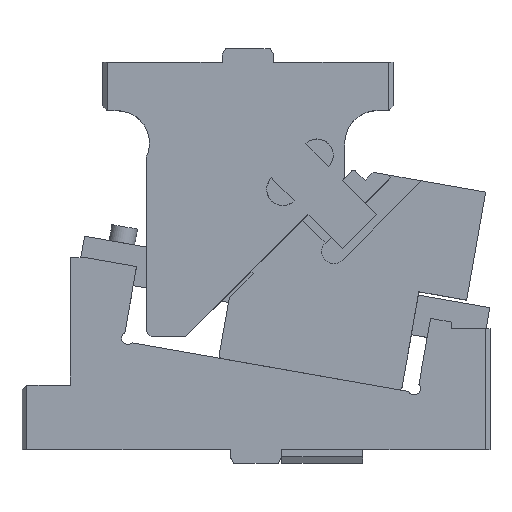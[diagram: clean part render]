
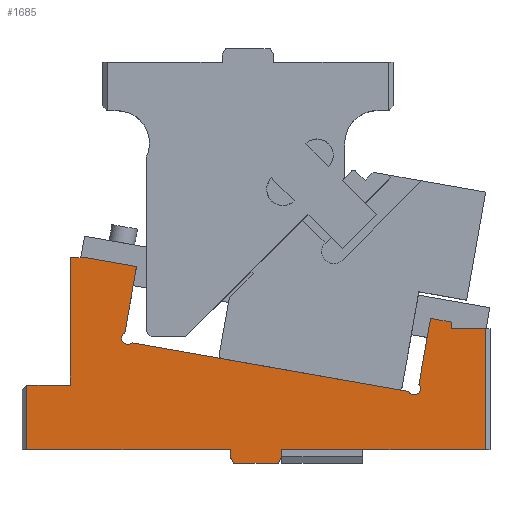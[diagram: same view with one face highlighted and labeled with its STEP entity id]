
A CAD part, top view. The second image highlights one B-rep face of the part: STEP entity #1685.
In plain terms, the highlighted planar face has unit normal (0, 0, 1).
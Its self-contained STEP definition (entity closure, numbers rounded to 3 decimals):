
#1079=CARTESIAN_POINT('Vertex',(287.,0.,25.)) ;
#1082=CARTESIAN_POINT('Line Origine',(224.,0.,25.)) ;
#1086=CARTESIAN_POINT('Vertex',(161.,0.,25.)) ;
#1495=CARTESIAN_POINT('Vertex',(287.,75.,25.)) ;
#1498=CARTESIAN_POINT('Line Origine',(287.,37.5,25.)) ;
#1510=CARTESIAN_POINT('Axis2P3D Location',(242.972,37.896,25.)) ;
#1515=CARTESIAN_POINT('Line Origine',(161.,-2.25,25.)) ;
#1519=CARTESIAN_POINT('Vertex',(161.,-4.5,25.)) ;
#1522=CARTESIAN_POINT('Line Origine',(276.5,75.,25.)) ;
#1526=CARTESIAN_POINT('Vertex',(266.,75.,25.)) ;
#1529=CARTESIAN_POINT('Line Origine',(266.,77.011,25.)) ;
#1533=CARTESIAN_POINT('Vertex',(266.,79.022,25.)) ;
#1536=CARTESIAN_POINT('Line Origine',(259.581,80.154,25.)) ;
#1540=CARTESIAN_POINT('Vertex',(253.161,81.286,25.)) ;
#1543=CARTESIAN_POINT('Line Origine',(249.569,60.912,25.)) ;
#1547=CARTESIAN_POINT('Vertex',(245.976,40.537,25.)) ;
#1550=CARTESIAN_POINT('Axis2P3D Location',(242.972,37.896,25.)) ;
#1554=CARTESIAN_POINT('Vertex',(246.972,37.896,25.)) ;
#1557=CARTESIAN_POINT('Axis2P3D Location',(242.972,37.896,25.)) ;
#1561=CARTESIAN_POINT('Vertex',(239.463,35.976,25.)) ;
#1564=CARTESIAN_POINT('Line Origine',(153.905,51.062,25.)) ;
#1568=CARTESIAN_POINT('Vertex',(68.348,66.149,25.)) ;
#1571=CARTESIAN_POINT('Axis2P3D Location',(65.707,69.153,25.)) ;
#1575=CARTESIAN_POINT('Vertex',(61.707,69.153,25.)) ;
#1578=CARTESIAN_POINT('Axis2P3D Location',(65.707,69.153,25.)) ;
#1582=CARTESIAN_POINT('Vertex',(63.787,72.662,25.)) ;
#1585=CARTESIAN_POINT('Line Origine',(67.379,93.036,25.)) ;
#1589=CARTESIAN_POINT('Vertex',(70.972,113.411,25.)) ;
#1592=CARTESIAN_POINT('Line Origine',(55.123,116.205,25.)) ;
#1596=CARTESIAN_POINT('Vertex',(39.275,119.,25.)) ;
#1599=CARTESIAN_POINT('Line Origine',(34.637,119.,25.)) ;
#1603=CARTESIAN_POINT('Vertex',(30.,119.,25.)) ;
#1606=CARTESIAN_POINT('Line Origine',(30.,79.5,25.)) ;
#1610=CARTESIAN_POINT('Vertex',(30.,40.,25.)) ;
#1613=CARTESIAN_POINT('Line Origine',(16.5,40.,25.)) ;
#1617=CARTESIAN_POINT('Vertex',(3.,40.,25.)) ;
#1620=CARTESIAN_POINT('Line Origine',(3.,20.,25.)) ;
#1624=CARTESIAN_POINT('Vertex',(3.,0.,25.)) ;
#1627=CARTESIAN_POINT('Line Origine',(66.,0.,25.)) ;
#1631=CARTESIAN_POINT('Vertex',(129.,0.,25.)) ;
#1634=CARTESIAN_POINT('Line Origine',(129.,-2.25,25.)) ;
#1638=CARTESIAN_POINT('Vertex',(129.,-4.5,25.)) ;
#1641=CARTESIAN_POINT('Line Origine',(130.155,-6.5,25.)) ;
#1645=CARTESIAN_POINT('Vertex',(131.309,-8.5,25.)) ;
#1648=CARTESIAN_POINT('Line Origine',(145.,-8.5,25.)) ;
#1652=CARTESIAN_POINT('Vertex',(158.691,-8.5,25.)) ;
#1655=CARTESIAN_POINT('Line Origine',(159.845,-6.5,25.)) ;
#1083=DIRECTION('Vector Direction',(1.,0.,0.)) ;
#1499=DIRECTION('Vector Direction',(0.,1.,0.)) ;
#1511=DIRECTION('Axis2P3D Direction',(0.,0.,1.)) ;
#1512=DIRECTION('Axis2P3D XDirection',(1.,0.,-0.)) ;
#1516=DIRECTION('Vector Direction',(0.,-1.,0.)) ;
#1523=DIRECTION('Vector Direction',(1.,0.,0.)) ;
#1530=DIRECTION('Vector Direction',(0.,-1.,0.)) ;
#1537=DIRECTION('Vector Direction',(0.985,-0.174,0.)) ;
#1544=DIRECTION('Vector Direction',(0.174,0.985,0.)) ;
#1551=DIRECTION('Axis2P3D Direction',(0.,0.,1.)) ;
#1558=DIRECTION('Axis2P3D Direction',(0.,0.,1.)) ;
#1565=DIRECTION('Vector Direction',(0.985,-0.174,0.)) ;
#1572=DIRECTION('Axis2P3D Direction',(0.,0.,1.)) ;
#1579=DIRECTION('Axis2P3D Direction',(0.,0.,1.)) ;
#1586=DIRECTION('Vector Direction',(-0.174,-0.985,0.)) ;
#1593=DIRECTION('Vector Direction',(0.985,-0.174,0.)) ;
#1600=DIRECTION('Vector Direction',(-1.,0.,0.)) ;
#1607=DIRECTION('Vector Direction',(0.,1.,0.)) ;
#1614=DIRECTION('Vector Direction',(1.,0.,0.)) ;
#1621=DIRECTION('Vector Direction',(0.,-1.,0.)) ;
#1628=DIRECTION('Vector Direction',(1.,0.,0.)) ;
#1635=DIRECTION('Vector Direction',(0.,-1.,0.)) ;
#1642=DIRECTION('Vector Direction',(-0.5,0.866,0.)) ;
#1649=DIRECTION('Vector Direction',(1.,0.,0.)) ;
#1656=DIRECTION('Vector Direction',(0.5,0.866,0.)) ;
#1513=AXIS2_PLACEMENT_3D('Plane Axis2P3D',#1510,#1511,#1512) ;
#1552=AXIS2_PLACEMENT_3D('Circle Axis2P3D',#1550,#1551,$) ;
#1559=AXIS2_PLACEMENT_3D('Circle Axis2P3D',#1557,#1558,$) ;
#1573=AXIS2_PLACEMENT_3D('Circle Axis2P3D',#1571,#1572,$) ;
#1580=AXIS2_PLACEMENT_3D('Circle Axis2P3D',#1578,#1579,$) ;
#1661=ORIENTED_EDGE('',*,*,#1521,.F.) ;
#1662=ORIENTED_EDGE('',*,*,#1088,.T.) ;
#1663=ORIENTED_EDGE('',*,*,#1502,.T.) ;
#1664=ORIENTED_EDGE('',*,*,#1528,.F.) ;
#1665=ORIENTED_EDGE('',*,*,#1535,.F.) ;
#1666=ORIENTED_EDGE('',*,*,#1542,.F.) ;
#1667=ORIENTED_EDGE('',*,*,#1549,.F.) ;
#1668=ORIENTED_EDGE('',*,*,#1556,.F.) ;
#1669=ORIENTED_EDGE('',*,*,#1563,.F.) ;
#1670=ORIENTED_EDGE('',*,*,#1570,.F.) ;
#1671=ORIENTED_EDGE('',*,*,#1577,.F.) ;
#1672=ORIENTED_EDGE('',*,*,#1584,.F.) ;
#1673=ORIENTED_EDGE('',*,*,#1591,.F.) ;
#1674=ORIENTED_EDGE('',*,*,#1598,.F.) ;
#1675=ORIENTED_EDGE('',*,*,#1605,.T.) ;
#1676=ORIENTED_EDGE('',*,*,#1612,.F.) ;
#1677=ORIENTED_EDGE('',*,*,#1619,.F.) ;
#1678=ORIENTED_EDGE('',*,*,#1626,.T.) ;
#1679=ORIENTED_EDGE('',*,*,#1633,.T.) ;
#1680=ORIENTED_EDGE('',*,*,#1640,.T.) ;
#1681=ORIENTED_EDGE('',*,*,#1647,.F.) ;
#1682=ORIENTED_EDGE('',*,*,#1654,.F.) ;
#1683=ORIENTED_EDGE('',*,*,#1659,.F.) ;
#1084=VECTOR('Line Direction',#1083,1.) ;
#1500=VECTOR('Line Direction',#1499,1.) ;
#1517=VECTOR('Line Direction',#1516,1.) ;
#1524=VECTOR('Line Direction',#1523,1.) ;
#1531=VECTOR('Line Direction',#1530,1.) ;
#1538=VECTOR('Line Direction',#1537,1.) ;
#1545=VECTOR('Line Direction',#1544,1.) ;
#1566=VECTOR('Line Direction',#1565,1.) ;
#1587=VECTOR('Line Direction',#1586,1.) ;
#1594=VECTOR('Line Direction',#1593,1.) ;
#1601=VECTOR('Line Direction',#1600,1.) ;
#1608=VECTOR('Line Direction',#1607,1.) ;
#1615=VECTOR('Line Direction',#1614,1.) ;
#1622=VECTOR('Line Direction',#1621,1.) ;
#1629=VECTOR('Line Direction',#1628,1.) ;
#1636=VECTOR('Line Direction',#1635,1.) ;
#1643=VECTOR('Line Direction',#1642,1.) ;
#1650=VECTOR('Line Direction',#1649,1.) ;
#1657=VECTOR('Line Direction',#1656,1.) ;
#1685=ADVANCED_FACE('CAM HOLDER',(#1684),#1514,.T.) ;
#1553=CIRCLE('generated circle',#1552,4.) ;
#1560=CIRCLE('generated circle',#1559,4.) ;
#1574=CIRCLE('generated circle',#1573,4.) ;
#1581=CIRCLE('generated circle',#1580,4.) ;
#1088=EDGE_CURVE('',#1087,#1080,#1085,.T.) ;
#1502=EDGE_CURVE('',#1080,#1496,#1501,.T.) ;
#1521=EDGE_CURVE('',#1087,#1520,#1518,.T.) ;
#1528=EDGE_CURVE('',#1527,#1496,#1525,.T.) ;
#1535=EDGE_CURVE('',#1534,#1527,#1532,.T.) ;
#1542=EDGE_CURVE('',#1541,#1534,#1539,.T.) ;
#1549=EDGE_CURVE('',#1548,#1541,#1546,.T.) ;
#1556=EDGE_CURVE('',#1555,#1548,#1553,.T.) ;
#1563=EDGE_CURVE('',#1562,#1555,#1560,.T.) ;
#1570=EDGE_CURVE('',#1569,#1562,#1567,.T.) ;
#1577=EDGE_CURVE('',#1576,#1569,#1574,.T.) ;
#1584=EDGE_CURVE('',#1583,#1576,#1581,.T.) ;
#1591=EDGE_CURVE('',#1590,#1583,#1588,.T.) ;
#1598=EDGE_CURVE('',#1597,#1590,#1595,.T.) ;
#1605=EDGE_CURVE('',#1597,#1604,#1602,.T.) ;
#1612=EDGE_CURVE('',#1611,#1604,#1609,.T.) ;
#1619=EDGE_CURVE('',#1618,#1611,#1616,.T.) ;
#1626=EDGE_CURVE('',#1618,#1625,#1623,.T.) ;
#1633=EDGE_CURVE('',#1625,#1632,#1630,.T.) ;
#1640=EDGE_CURVE('',#1632,#1639,#1637,.T.) ;
#1647=EDGE_CURVE('',#1646,#1639,#1644,.T.) ;
#1654=EDGE_CURVE('',#1653,#1646,#1651,.F.) ;
#1659=EDGE_CURVE('',#1520,#1653,#1658,.F.) ;
#1660=EDGE_LOOP('',(#1661,#1662,#1663,#1664,#1665,#1666,#1667,#1668,#1669,#1670,#1671,#1672,#1673,#1674,#1675,#1676,#1677,#1678,#1679,#1680,#1681,#1682,#1683)) ;
#1684=FACE_OUTER_BOUND('',#1660,.T.) ;
#1085=LINE('Line',#1082,#1084) ;
#1501=LINE('Line',#1498,#1500) ;
#1518=LINE('Line',#1515,#1517) ;
#1525=LINE('Line',#1522,#1524) ;
#1532=LINE('Line',#1529,#1531) ;
#1539=LINE('Line',#1536,#1538) ;
#1546=LINE('Line',#1543,#1545) ;
#1567=LINE('Line',#1564,#1566) ;
#1588=LINE('Line',#1585,#1587) ;
#1595=LINE('Line',#1592,#1594) ;
#1602=LINE('Line',#1599,#1601) ;
#1609=LINE('Line',#1606,#1608) ;
#1616=LINE('Line',#1613,#1615) ;
#1623=LINE('Line',#1620,#1622) ;
#1630=LINE('Line',#1627,#1629) ;
#1637=LINE('Line',#1634,#1636) ;
#1644=LINE('Line',#1641,#1643) ;
#1651=LINE('Line',#1648,#1650) ;
#1658=LINE('Line',#1655,#1657) ;
#1514=PLANE('Plane',#1513) ;
#1080=VERTEX_POINT('',#1079) ;
#1087=VERTEX_POINT('',#1086) ;
#1496=VERTEX_POINT('',#1495) ;
#1520=VERTEX_POINT('',#1519) ;
#1527=VERTEX_POINT('',#1526) ;
#1534=VERTEX_POINT('',#1533) ;
#1541=VERTEX_POINT('',#1540) ;
#1548=VERTEX_POINT('',#1547) ;
#1555=VERTEX_POINT('',#1554) ;
#1562=VERTEX_POINT('',#1561) ;
#1569=VERTEX_POINT('',#1568) ;
#1576=VERTEX_POINT('',#1575) ;
#1583=VERTEX_POINT('',#1582) ;
#1590=VERTEX_POINT('',#1589) ;
#1597=VERTEX_POINT('',#1596) ;
#1604=VERTEX_POINT('',#1603) ;
#1611=VERTEX_POINT('',#1610) ;
#1618=VERTEX_POINT('',#1617) ;
#1625=VERTEX_POINT('',#1624) ;
#1632=VERTEX_POINT('',#1631) ;
#1639=VERTEX_POINT('',#1638) ;
#1646=VERTEX_POINT('',#1645) ;
#1653=VERTEX_POINT('',#1652) ;
